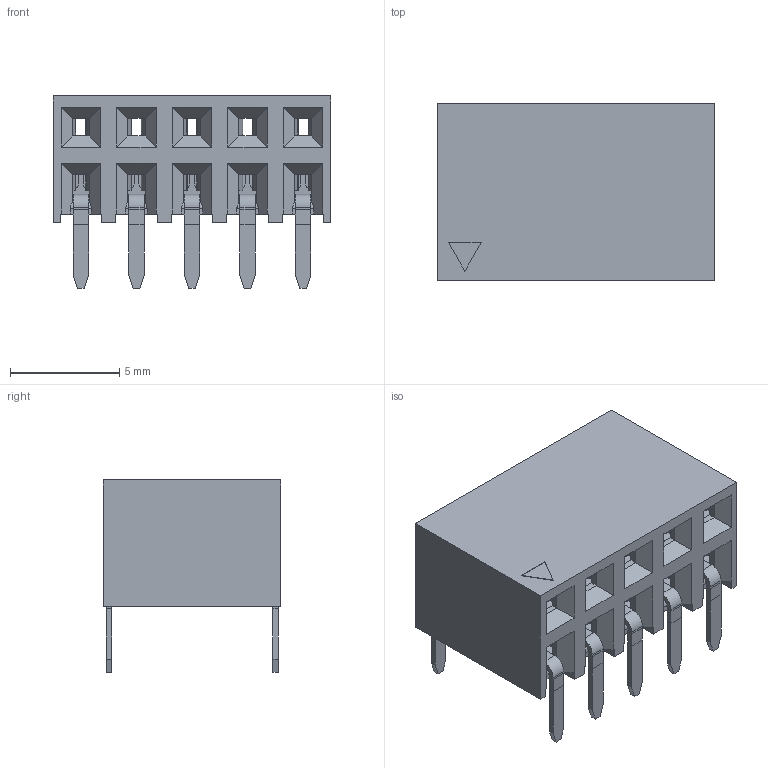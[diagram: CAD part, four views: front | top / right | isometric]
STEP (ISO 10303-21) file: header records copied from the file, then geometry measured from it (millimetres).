
FILE_DESCRIPTION(/* description */ (''),/* implementation_level */ '2;1');
FILE_NAME(/* name */ '388-10-2-2-xx.stp',/* time_stamp */ '2025-07-14T10:47:21+02:00',/* author */ ('andreas.larin'),/* organization */ (''),/* preprocessor_version */ 'ST-DEVELOPER v20',/* originating_system */ 'Autodesk Inventor 2025',/* authorisation */ '');
FILE_SCHEMA (('AUTOMOTIVE_DESIGN { 1 0 10303 214 3 1 1 }'));
Length unit declared in the file: millimetre
Products named in the file (1): 388-10-2-2-xx
Bounding box: 12.7 x 8.1 x 8.82 mm (x, y, z)
Volume: 388.8 mm3; surface area: 1573.4 mm2
Topology: 11 solids, 11 shells, 1420 faces, 3531 edges, 2124 vertices
Faces by surface type: plane 910, cylinder 420, bspline 90
Entity records: 45091 total; most frequent: CARTESIAN_POINT 11539, ORIENTED_EDGE 7062, DIRECTION 6823, EDGE_CURVE 3531, LINE 2581, VECTOR 2581, VERTEX_POINT 2124, AXIS2_PLACEMENT_3D 2121
